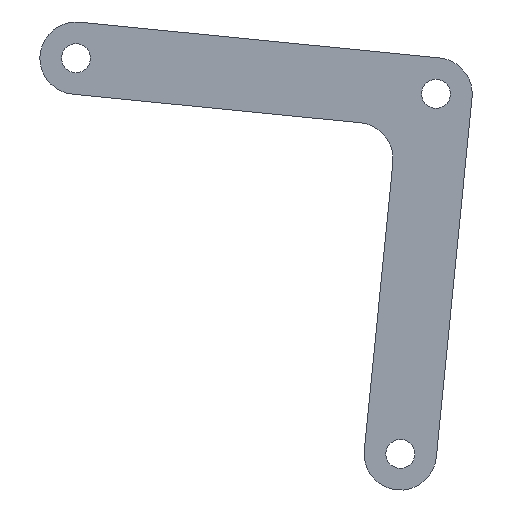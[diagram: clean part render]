
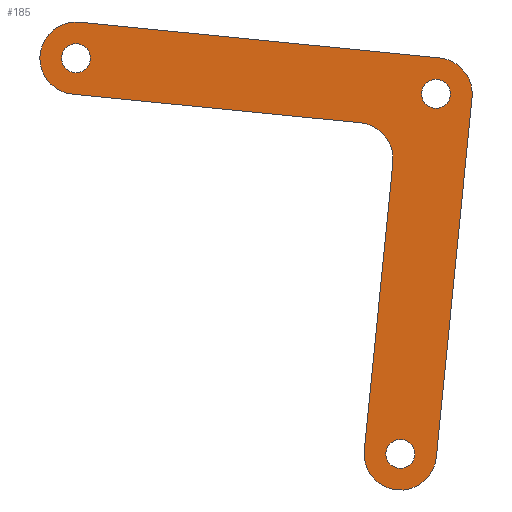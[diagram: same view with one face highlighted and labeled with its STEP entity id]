
A CAD part, left-side view. The second image highlights one B-rep face of the part: STEP entity #185.
In plain terms, the highlighted planar face has unit normal (-1, 0, 0).
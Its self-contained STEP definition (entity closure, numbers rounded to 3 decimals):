
#5 = EDGE_CURVE ( 'NONE', #570, #520, #138, .T. ) ;
#14 = DIRECTION ( 'NONE',  ( 0., 0., -1. ) ) ;
#21 = DIRECTION ( 'NONE',  ( 0., 0., -1. ) ) ;
#24 = AXIS2_PLACEMENT_3D ( 'NONE', #68, #298, #500 ) ;
#25 = VERTEX_POINT ( 'NONE', #565 ) ;
#26 = VECTOR ( 'NONE', #39, 1000. ) ;
#27 = AXIS2_PLACEMENT_3D ( 'NONE', #391, #614, #601 ) ;
#36 = VERTEX_POINT ( 'NONE', #557 ) ;
#38 = ORIENTED_EDGE ( 'NONE', *, *, #492, .T. ) ;
#39 = DIRECTION ( 'NONE',  ( 0., 0.099, -0.995 ) ) ;
#44 = CARTESIAN_POINT ( 'NONE',  ( 0., 4.938, -131.756 ) ) ;
#50 = DIRECTION ( 'NONE',  ( 0., 0., -1. ) ) ;
#55 = AXIS2_PLACEMENT_3D ( 'NONE', #491, #137, #192 ) ;
#60 = CARTESIAN_POINT ( 'NONE',  ( 0., 49.756, -77.062 ) ) ;
#61 = DIRECTION ( 'NONE',  ( 1., 0., 0. ) ) ;
#63 = CARTESIAN_POINT ( 'NONE',  ( 0., 7.369, -74.244 ) ) ;
#68 = CARTESIAN_POINT ( 'NONE',  ( 0., 4.938, -129.756 ) ) ;
#70 = DIRECTION ( 'NONE',  ( -1., 0., 0. ) ) ;
#74 = EDGE_CURVE ( 'NONE', #478, #215, #157, .T. ) ;
#75 = DIRECTION ( 'NONE',  ( 1., 0., 0. ) ) ;
#80 = ORIENTED_EDGE ( 'NONE', *, *, #358, .T. ) ;
#87 = CARTESIAN_POINT ( 'NONE',  ( 0., 49.756, -73.062 ) ) ;
#90 = DIRECTION ( 'NONE',  ( 1., 0., 0. ) ) ;
#93 = CARTESIAN_POINT ( 'NONE',  ( 0., 5.963, -89.457 ) ) ;
#103 = AXIS2_PLACEMENT_3D ( 'NONE', #509, #70, #623 ) ;
#106 = AXIS2_PLACEMENT_3D ( 'NONE', #485, #150, #50 ) ;
#117 = ORIENTED_EDGE ( 'NONE', *, *, #533, .F. ) ;
#132 = EDGE_CURVE ( 'NONE', #520, #530, #584, .T. ) ;
#133 = ORIENTED_EDGE ( 'NONE', *, *, #523, .T. ) ;
#137 = DIRECTION ( 'NONE',  ( 1., 0., 0. ) ) ;
#138 = LINE ( 'NONE', #63, #242 ) ;
#143 = CARTESIAN_POINT ( 'NONE',  ( 0., 10.445, -83.988 ) ) ;
#145 = CIRCLE ( 'NONE', #628, 5. ) ;
#149 = LINE ( 'NONE', #611, #471 ) ;
#150 = DIRECTION ( 'NONE',  ( 1., 0., 0. ) ) ;
#151 = EDGE_CURVE ( 'NONE', #627, #168, #293, .T. ) ;
#152 = CARTESIAN_POINT ( 'NONE',  ( 0., -4.976, -80.494 ) ) ;
#157 = CIRCLE ( 'NONE', #182, 5. ) ;
#163 = DIRECTION ( 'NONE',  ( 1., 0., 0. ) ) ;
#168 = VERTEX_POINT ( 'NONE', #60 ) ;
#172 = AXIS2_PLACEMENT_3D ( 'NONE', #189, #389, #600 ) ;
#173 = DIRECTION ( 'NONE',  ( 0., -0.995, -0.099 ) ) ;
#174 = ORIENTED_EDGE ( 'NONE', *, *, #241, .T. ) ;
#182 = AXIS2_PLACEMENT_3D ( 'NONE', #508, #61, #203 ) ;
#185 = ADVANCED_FACE ( 'NONE', ( #457, #338, #447, #201 ), #244, .F. ) ;
#189 = CARTESIAN_POINT ( 'NONE',  ( 0., 0., -80. ) ) ;
#190 = EDGE_CURVE ( 'NONE', #535, #473, #396, .T. ) ;
#192 = DIRECTION ( 'NONE',  ( 0., 0., -1. ) ) ;
#200 = AXIS2_PLACEMENT_3D ( 'NONE', #514, #75, #264 ) ;
#201 = FACE_BOUND ( 'NONE', #275, .T. ) ;
#203 = DIRECTION ( 'NONE',  ( 0., 0., -1. ) ) ;
#205 = CARTESIAN_POINT ( 'NONE',  ( 0., -12.838, -1.274 ) ) ;
#215 = VERTEX_POINT ( 'NONE', #254 ) ;
#218 = EDGE_CURVE ( 'NONE', #530, #36, #259, .T. ) ;
#221 = ORIENTED_EDGE ( 'NONE', *, *, #5, .F. ) ;
#223 = DIRECTION ( 'NONE',  ( 0., 0., -1. ) ) ;
#241 = EDGE_CURVE ( 'NONE', #473, #535, #406, .T. ) ;
#242 = VECTOR ( 'NONE', #354, 1000. ) ;
#243 = VECTOR ( 'NONE', #566, 1000. ) ;
#244 = PLANE ( 'NONE',  #27 ) ;
#254 = CARTESIAN_POINT ( 'NONE',  ( 0., 49.756, -70.062 ) ) ;
#258 = ORIENTED_EDGE ( 'NONE', *, *, #390, .T. ) ;
#259 = LINE ( 'NONE', #205, #243 ) ;
#262 = ORIENTED_EDGE ( 'NONE', *, *, #276, .F. ) ;
#264 = DIRECTION ( 'NONE',  ( 0., 0., -1. ) ) ;
#275 = EDGE_LOOP ( 'NONE', ( #573, #258 ) ) ;
#276 = EDGE_CURVE ( 'NONE', #215, #570, #551, .T. ) ;
#282 = VERTEX_POINT ( 'NONE', #143 ) ;
#286 = ORIENTED_EDGE ( 'NONE', *, *, #190, .T. ) ;
#293 = CIRCLE ( 'NONE', #527, 2. ) ;
#296 = CARTESIAN_POINT ( 'NONE',  ( 0., 49.756, -75.062 ) ) ;
#298 = DIRECTION ( 'NONE',  ( 1., 0., 0. ) ) ;
#306 = VERTEX_POINT ( 'NONE', #528 ) ;
#307 = CARTESIAN_POINT ( 'NONE',  ( 0., 0., -80. ) ) ;
#316 = ORIENTED_EDGE ( 'NONE', *, *, #585, .T. ) ;
#324 = VERTEX_POINT ( 'NONE', #563 ) ;
#332 = EDGE_CURVE ( 'NONE', #558, #282, #586, .T. ) ;
#337 = DIRECTION ( 'NONE',  ( 1., 0., 0. ) ) ;
#338 = FACE_BOUND ( 'NONE', #624, .T. ) ;
#354 = DIRECTION ( 'NONE',  ( 0., -0.995, -0.099 ) ) ;
#358 = EDGE_CURVE ( 'NONE', #25, #324, #482, .T. ) ;
#367 = ORIENTED_EDGE ( 'NONE', *, *, #218, .F. ) ;
#377 = CIRCLE ( 'NONE', #106, 2. ) ;
#389 = DIRECTION ( 'NONE',  ( 1., 0., 0. ) ) ;
#390 = EDGE_CURVE ( 'NONE', #168, #627, #377, .T. ) ;
#391 = CARTESIAN_POINT ( 'NONE',  ( 0., 0., 0. ) ) ;
#392 = DIRECTION ( 'NONE',  ( 0., 0., -1. ) ) ;
#396 = CIRCLE ( 'NONE', #24, 2. ) ;
#406 = CIRCLE ( 'NONE', #496, 2. ) ;
#426 = EDGE_LOOP ( 'NONE', ( #221, #262, #587, #316, #513, #38, #117, #367, #475 ) ) ;
#430 = CARTESIAN_POINT ( 'NONE',  ( 0., 50.249, -80.037 ) ) ;
#437 = CIRCLE ( 'NONE', #172, 2. ) ;
#439 = AXIS2_PLACEMENT_3D ( 'NONE', #307, #163, #392 ) ;
#447 = FACE_BOUND ( 'NONE', #486, .T. ) ;
#457 = FACE_OUTER_BOUND ( 'NONE', #426, .T. ) ;
#471 = VECTOR ( 'NONE', #173, 1000. ) ;
#473 = VERTEX_POINT ( 'NONE', #44 ) ;
#474 = LINE ( 'NONE', #476, #26 ) ;
#475 = ORIENTED_EDGE ( 'NONE', *, *, #132, .F. ) ;
#476 = CARTESIAN_POINT ( 'NONE',  ( 0., -2.887, -0.287 ) ) ;
#478 = VERTEX_POINT ( 'NONE', #430 ) ;
#481 = CARTESIAN_POINT ( 'NONE',  ( 0., 4.938, -129.756 ) ) ;
#482 = CIRCLE ( 'NONE', #200, 2. ) ;
#485 = CARTESIAN_POINT ( 'NONE',  ( 0., 49.756, -75.062 ) ) ;
#486 = EDGE_LOOP ( 'NONE', ( #286, #174 ) ) ;
#491 = CARTESIAN_POINT ( 'NONE',  ( 0., 49.756, -75.062 ) ) ;
#492 = EDGE_CURVE ( 'NONE', #558, #306, #474, .T. ) ;
#496 = AXIS2_PLACEMENT_3D ( 'NONE', #481, #90, #223 ) ;
#500 = DIRECTION ( 'NONE',  ( 0., 0., -1. ) ) ;
#502 = CARTESIAN_POINT ( 'NONE',  ( 0., -0.494, -75.024 ) ) ;
#508 = CARTESIAN_POINT ( 'NONE',  ( 0., 49.756, -75.062 ) ) ;
#509 = CARTESIAN_POINT ( 'NONE',  ( 0., 10.939, -88.963 ) ) ;
#513 = ORIENTED_EDGE ( 'NONE', *, *, #332, .F. ) ;
#514 = CARTESIAN_POINT ( 'NONE',  ( 0., 0., -80. ) ) ;
#520 = VERTEX_POINT ( 'NONE', #502 ) ;
#523 = EDGE_CURVE ( 'NONE', #324, #25, #437, .T. ) ;
#527 = AXIS2_PLACEMENT_3D ( 'NONE', #296, #552, #21 ) ;
#528 = CARTESIAN_POINT ( 'NONE',  ( 0., 9.914, -129.262 ) ) ;
#530 = VERTEX_POINT ( 'NONE', #152 ) ;
#533 = EDGE_CURVE ( 'NONE', #36, #306, #145, .T. ) ;
#535 = VERTEX_POINT ( 'NONE', #547 ) ;
#542 = CARTESIAN_POINT ( 'NONE',  ( 0., 49.262, -70.086 ) ) ;
#547 = CARTESIAN_POINT ( 'NONE',  ( 0., 4.938, -127.756 ) ) ;
#551 = CIRCLE ( 'NONE', #55, 5. ) ;
#552 = DIRECTION ( 'NONE',  ( 1., 0., 0. ) ) ;
#557 = CARTESIAN_POINT ( 'NONE',  ( 0., -0.037, -130.249 ) ) ;
#558 = VERTEX_POINT ( 'NONE', #93 ) ;
#563 = CARTESIAN_POINT ( 'NONE',  ( 0., 0., -82. ) ) ;
#565 = CARTESIAN_POINT ( 'NONE',  ( 0., 0., -78. ) ) ;
#566 = DIRECTION ( 'NONE',  ( 0., 0.099, -0.995 ) ) ;
#570 = VERTEX_POINT ( 'NONE', #542 ) ;
#573 = ORIENTED_EDGE ( 'NONE', *, *, #151, .T. ) ;
#584 = CIRCLE ( 'NONE', #439, 5. ) ;
#585 = EDGE_CURVE ( 'NONE', #478, #282, #149, .T. ) ;
#586 = CIRCLE ( 'NONE', #103, 5. ) ;
#587 = ORIENTED_EDGE ( 'NONE', *, *, #74, .F. ) ;
#600 = DIRECTION ( 'NONE',  ( 0., 0., -1. ) ) ;
#601 = DIRECTION ( 'NONE',  ( 0., 0., -1. ) ) ;
#609 = CARTESIAN_POINT ( 'NONE',  ( 0., 4.938, -129.756 ) ) ;
#611 = CARTESIAN_POINT ( 'NONE',  ( 0., 8.357, -84.195 ) ) ;
#614 = DIRECTION ( 'NONE',  ( 1., 0., 0. ) ) ;
#623 = DIRECTION ( 'NONE',  ( 0., 0., -1. ) ) ;
#624 = EDGE_LOOP ( 'NONE', ( #80, #133 ) ) ;
#627 = VERTEX_POINT ( 'NONE', #87 ) ;
#628 = AXIS2_PLACEMENT_3D ( 'NONE', #609, #337, #14 ) ;
